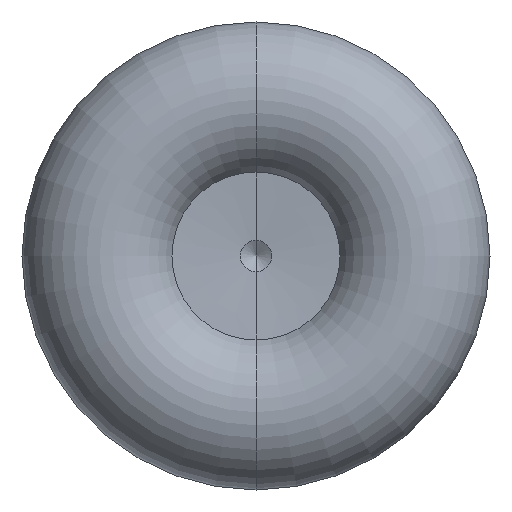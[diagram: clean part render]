
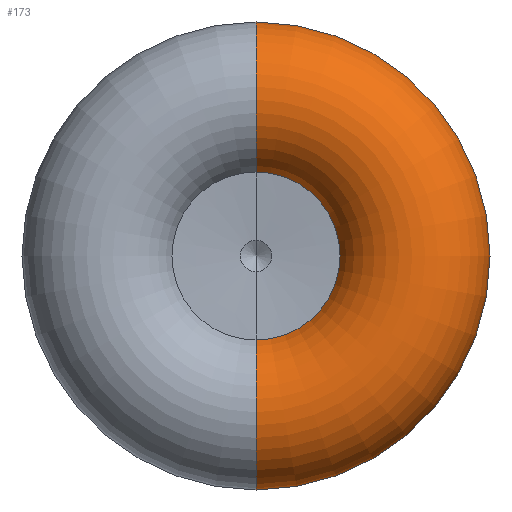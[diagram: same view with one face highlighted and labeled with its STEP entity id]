
A CAD part, front view. The second image highlights one B-rep face of the part: STEP entity #173.
In plain terms, the highlighted toroidal (fillet/blend) face has major radius 10 mm and minor radius 5 mm.
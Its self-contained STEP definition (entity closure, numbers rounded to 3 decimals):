
#9 = TOROIDAL_SURFACE ( 'NONE', #188, 10., 5. ) ;
#53 = DIRECTION ( 'NONE',  ( 0., 0., 1. ) ) ;
#57 = VERTEX_POINT ( 'NONE', #270 ) ;
#61 = DIRECTION ( 'NONE',  ( 1., 0., 0. ) ) ;
#68 = EDGE_CURVE ( 'NONE', #717, #269, #427, .T. ) ;
#93 = AXIS2_PLACEMENT_3D ( 'NONE', #704, #135, #518 ) ;
#131 = EDGE_LOOP ( 'NONE', ( #357, #543, #701, #557 ) ) ;
#135 = DIRECTION ( 'NONE',  ( 0., 1., 0. ) ) ;
#158 = CARTESIAN_POINT ( 'NONE',  ( 0., 3.079, 0. ) ) ;
#173 = ADVANCED_FACE ( 'NONE', ( #264 ), #9, .T. ) ;
#188 = AXIS2_PLACEMENT_3D ( 'NONE', #679, #502, #53 ) ;
#199 = EDGE_CURVE ( 'NONE', #717, #677, #452, .T. ) ;
#217 = DIRECTION ( 'NONE',  ( 0., 0., -1. ) ) ;
#219 = AXIS2_PLACEMENT_3D ( 'NONE', #158, #541, #217 ) ;
#235 = CARTESIAN_POINT ( 'NONE',  ( 0., 5., 10. ) ) ;
#264 = FACE_OUTER_BOUND ( 'NONE', #131, .T. ) ;
#269 = VERTEX_POINT ( 'NONE', #392 ) ;
#270 = CARTESIAN_POINT ( 'NONE',  ( 0., 8.537, -13.534 ) ) ;
#283 = DIRECTION ( 'NONE',  ( -1., 0., 0. ) ) ;
#328 = AXIS2_PLACEMENT_3D ( 'NONE', #235, #283, #380 ) ;
#357 = ORIENTED_EDGE ( 'NONE', *, *, #68, .T. ) ;
#372 = EDGE_CURVE ( 'NONE', #677, #57, #446, .T. ) ;
#374 = CARTESIAN_POINT ( 'NONE',  ( 0., 3.079, 5.384 ) ) ;
#380 = DIRECTION ( 'NONE',  ( 0., 0., 1. ) ) ;
#392 = CARTESIAN_POINT ( 'NONE',  ( 0., 3.079, -5.384 ) ) ;
#427 = CIRCLE ( 'NONE', #219, 5.384 ) ;
#446 = CIRCLE ( 'NONE', #93, 13.534 ) ;
#452 = CIRCLE ( 'NONE', #328, 5. ) ;
#475 = CIRCLE ( 'NONE', #602, 5. ) ;
#491 = CARTESIAN_POINT ( 'NONE',  ( 0., 8.537, 13.534 ) ) ;
#502 = DIRECTION ( 'NONE',  ( 0., 1., 0. ) ) ;
#518 = DIRECTION ( 'NONE',  ( 0., 0., -1. ) ) ;
#541 = DIRECTION ( 'NONE',  ( 0., 1., 0. ) ) ;
#543 = ORIENTED_EDGE ( 'NONE', *, *, #708, .T. ) ;
#557 = ORIENTED_EDGE ( 'NONE', *, *, #199, .F. ) ;
#561 = CARTESIAN_POINT ( 'NONE',  ( 0., 5., -10. ) ) ;
#602 = AXIS2_PLACEMENT_3D ( 'NONE', #561, #61, #615 ) ;
#615 = DIRECTION ( 'NONE',  ( 0., 0., -1. ) ) ;
#677 = VERTEX_POINT ( 'NONE', #491 ) ;
#679 = CARTESIAN_POINT ( 'NONE',  ( 0., 5., 0. ) ) ;
#701 = ORIENTED_EDGE ( 'NONE', *, *, #372, .F. ) ;
#704 = CARTESIAN_POINT ( 'NONE',  ( 0., 8.537, 0. ) ) ;
#708 = EDGE_CURVE ( 'NONE', #269, #57, #475, .T. ) ;
#717 = VERTEX_POINT ( 'NONE', #374 ) ;
